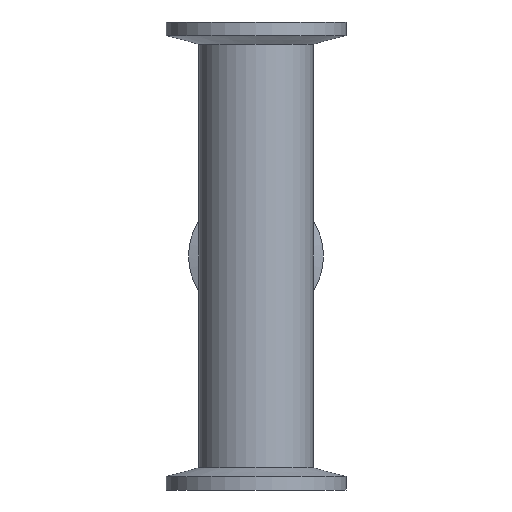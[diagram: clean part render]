
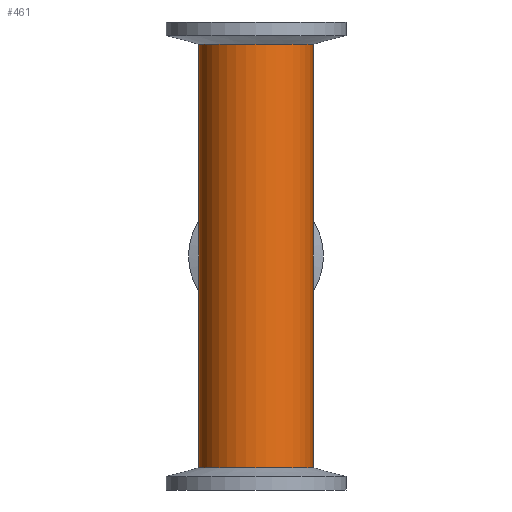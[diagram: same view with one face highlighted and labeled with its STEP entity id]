
A CAD part, left-side view. The second image highlights one B-rep face of the part: STEP entity #461.
In plain terms, the highlighted cylindrical face has radius 12.7 mm (diameter 25.4 mm), a full revolution.
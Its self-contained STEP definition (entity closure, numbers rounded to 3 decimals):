
#70=CIRCLE('',#578,12.7);
#71=CIRCLE('',#579,12.7);
#106=FACE_OUTER_BOUND('',#130,.T.);
#130=EDGE_LOOP('',(#337,#338,#339,#340,#341,#342,#343,#344,#345));
#165=LINE('',#897,#181);
#166=LINE('',#899,#182);
#181=VECTOR('',#660,12.7);
#182=VECTOR('',#661,12.7);
#194=B_SPLINE_CURVE_WITH_KNOTS('',3,(#802,#803,#804,#805,#806,#807,#808,
#809,#810,#811),.UNSPECIFIED.,.F.,.F.,(4,2,2,2,4),(0.976,1.22,
1.464,1.708,1.953),.UNSPECIFIED.);
#195=B_SPLINE_CURVE_WITH_KNOTS('',3,(#813,#814,#815,#816,#817,#818,#819,
#820,#821,#822,#823,#824,#825,#826,#827,#828,#829,#830,#831),
 .UNSPECIFIED.,.F.,.F.,(4,2,2,2,3,2,2,2,4),(2.929,3.173,
3.417,3.661,3.905,4.15,4.394,
4.638,4.882),.UNSPECIFIED.);
#196=B_SPLINE_CURVE_WITH_KNOTS('',3,(#832,#833,#834,#835,#836,#837,#838,
#839,#840,#841),.UNSPECIFIED.,.F.,.F.,(4,2,2,2,4),(1.953,2.197,
2.442,2.685,2.929),.UNSPECIFIED.);
#206=VERTEX_POINT('',#800);
#207=VERTEX_POINT('',#801);
#208=VERTEX_POINT('',#812);
#215=VERTEX_POINT('',#895);
#216=VERTEX_POINT('',#898);
#254=EDGE_CURVE('',#206,#207,#194,.T.);
#255=EDGE_CURVE('',#208,#206,#195,.T.);
#256=EDGE_CURVE('',#207,#208,#196,.T.);
#266=EDGE_CURVE('',#215,#215,#70,.T.);
#267=EDGE_CURVE('',#215,#206,#165,.T.);
#268=EDGE_CURVE('',#208,#216,#166,.T.);
#269=EDGE_CURVE('',#216,#216,#71,.T.);
#337=ORIENTED_EDGE('',*,*,#266,.F.);
#338=ORIENTED_EDGE('',*,*,#267,.T.);
#339=ORIENTED_EDGE('',*,*,#254,.T.);
#340=ORIENTED_EDGE('',*,*,#256,.T.);
#341=ORIENTED_EDGE('',*,*,#268,.T.);
#342=ORIENTED_EDGE('',*,*,#269,.F.);
#343=ORIENTED_EDGE('',*,*,#268,.F.);
#344=ORIENTED_EDGE('',*,*,#255,.T.);
#345=ORIENTED_EDGE('',*,*,#267,.F.);
#448=CYLINDRICAL_SURFACE('',#577,12.7);
#461=ADVANCED_FACE('',(#106),#448,.T.);
#577=AXIS2_PLACEMENT_3D('',#894,#656,#657);
#578=AXIS2_PLACEMENT_3D('',#896,#658,#659);
#579=AXIS2_PLACEMENT_3D('',#900,#662,#663);
#656=DIRECTION('center_axis',(0.,0.,1.));
#657=DIRECTION('ref_axis',(-1.,0.,0.));
#658=DIRECTION('center_axis',(0.,0.,1.));
#659=DIRECTION('ref_axis',(-1.,0.,0.));
#660=DIRECTION('',(0.,0.,-1.));
#661=DIRECTION('',(0.,0.,-1.));
#662=DIRECTION('center_axis',(0.,0.,-1.));
#663=DIRECTION('ref_axis',(-1.,0.,0.));
#800=CARTESIAN_POINT('',(12.7,0.,54.65));
#801=CARTESIAN_POINT('',(10.999,6.35,48.3));
#802=CARTESIAN_POINT('Ctrl Pts',(12.7,0.,54.65));
#803=CARTESIAN_POINT('Ctrl Pts',(12.7,0.813,54.65));
#804=CARTESIAN_POINT('Ctrl Pts',(12.615,1.67,54.485));
#805=CARTESIAN_POINT('Ctrl Pts',(12.308,3.231,53.832));
#806=CARTESIAN_POINT('Ctrl Pts',(12.09,3.935,53.345));
#807=CARTESIAN_POINT('Ctrl Pts',(11.669,5.047,52.234));
#808=CARTESIAN_POINT('Ctrl Pts',(11.438,5.532,51.529));
#809=CARTESIAN_POINT('Ctrl Pts',(11.099,6.184,49.971));
#810=CARTESIAN_POINT('Ctrl Pts',(10.999,6.35,49.115));
#811=CARTESIAN_POINT('Ctrl Pts',(10.999,6.35,48.3));
#812=CARTESIAN_POINT('',(12.7,0.,41.95));
#813=CARTESIAN_POINT('Ctrl Pts',(12.7,0.,41.95));
#814=CARTESIAN_POINT('Ctrl Pts',(12.7,-0.813,41.95));
#815=CARTESIAN_POINT('Ctrl Pts',(12.615,-1.67,42.115));
#816=CARTESIAN_POINT('Ctrl Pts',(12.308,-3.231,42.768));
#817=CARTESIAN_POINT('Ctrl Pts',(12.09,-3.935,43.255));
#818=CARTESIAN_POINT('Ctrl Pts',(11.669,-5.047,44.366));
#819=CARTESIAN_POINT('Ctrl Pts',(11.438,-5.532,45.071));
#820=CARTESIAN_POINT('Ctrl Pts',(11.099,-6.184,46.629));
#821=CARTESIAN_POINT('Ctrl Pts',(10.999,-6.35,47.485));
#822=CARTESIAN_POINT('Ctrl Pts',(10.999,-6.35,48.3));
#823=CARTESIAN_POINT('Ctrl Pts',(10.999,-6.35,49.115));
#824=CARTESIAN_POINT('Ctrl Pts',(11.099,-6.184,49.971));
#825=CARTESIAN_POINT('Ctrl Pts',(11.438,-5.532,51.529));
#826=CARTESIAN_POINT('Ctrl Pts',(11.669,-5.047,52.234));
#827=CARTESIAN_POINT('Ctrl Pts',(12.09,-3.935,53.345));
#828=CARTESIAN_POINT('Ctrl Pts',(12.308,-3.231,53.832));
#829=CARTESIAN_POINT('Ctrl Pts',(12.615,-1.67,54.485));
#830=CARTESIAN_POINT('Ctrl Pts',(12.7,-0.813,54.65));
#831=CARTESIAN_POINT('Ctrl Pts',(12.7,0.,54.65));
#832=CARTESIAN_POINT('Ctrl Pts',(10.999,6.35,48.3));
#833=CARTESIAN_POINT('Ctrl Pts',(10.999,6.35,47.485));
#834=CARTESIAN_POINT('Ctrl Pts',(11.099,6.184,46.629));
#835=CARTESIAN_POINT('Ctrl Pts',(11.438,5.532,45.071));
#836=CARTESIAN_POINT('Ctrl Pts',(11.669,5.047,44.366));
#837=CARTESIAN_POINT('Ctrl Pts',(12.09,3.935,43.255));
#838=CARTESIAN_POINT('Ctrl Pts',(12.308,3.231,42.768));
#839=CARTESIAN_POINT('Ctrl Pts',(12.615,1.67,42.115));
#840=CARTESIAN_POINT('Ctrl Pts',(12.7,0.813,41.95));
#841=CARTESIAN_POINT('Ctrl Pts',(12.7,0.,41.95));
#894=CARTESIAN_POINT('Origin',(0.,0.,0.));
#895=CARTESIAN_POINT('',(12.7,0.,96.6));
#896=CARTESIAN_POINT('Origin',(0.,0.,96.6));
#897=CARTESIAN_POINT('',(12.7,0.,0.));
#898=CARTESIAN_POINT('',(12.7,0.,0.));
#899=CARTESIAN_POINT('',(12.7,0.,0.));
#900=CARTESIAN_POINT('Origin',(0.,0.,0.));
